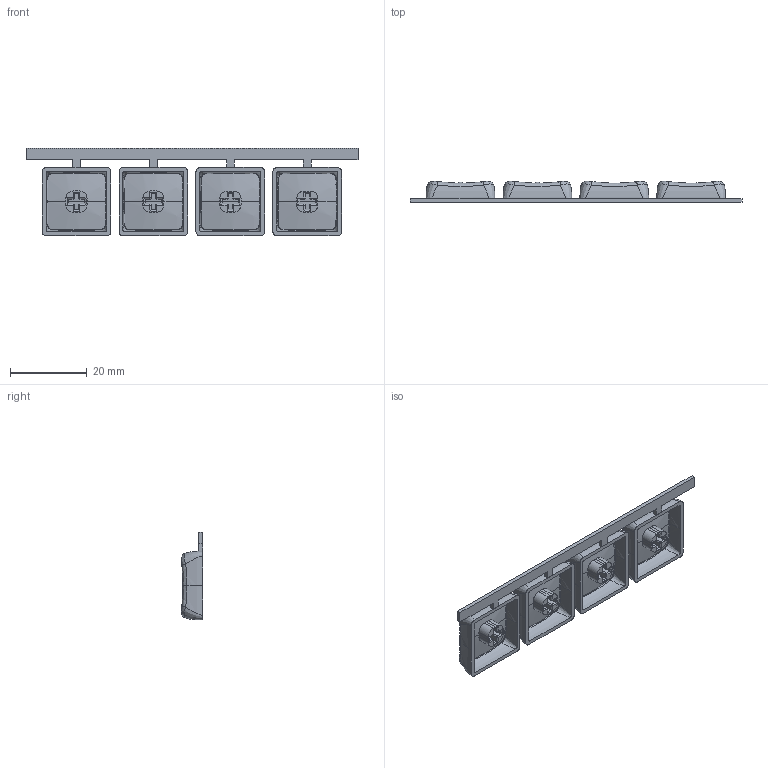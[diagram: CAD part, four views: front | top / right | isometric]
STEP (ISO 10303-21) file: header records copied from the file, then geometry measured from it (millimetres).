
FILE_DESCRIPTION(/* description */ (''),/* implementation_level */ '2;1');
FILE_NAME(/* name */ 'MX-homing-bumps-sprue.step',/* time_stamp */ '2022-12-02T15:43:51+02:00',/* author */ (''),/* organization */ (''),/* preprocessor_version */ 'ST-DEVELOPER v19.2',/* originating_system */ 'Autodesk Translation Framework v11.17.0.187',/* authorisation */ '');
FILE_SCHEMA (('AUTOMOTIVE_DESIGN { 1 0 10303 214 3 1 1 }'));
Length unit declared in the file: millimetre
Products named in the file (1): MX-homing-bumps-sprue
Bounding box: 86.36 x 5.48 x 22.87 mm (x, y, z)
Volume: 2886.4 mm3; surface area: 5859.5 mm2
Topology: 7 solids, 7 shells, 418 faces, 984 edges, 590 vertices
Faces by surface type: bspline 144, cylinder 140, plane 114, sphere 20
Entity records: 18803 total; most frequent: CARTESIAN_POINT 10189, ORIENTED_EDGE 1968, DIRECTION 1458, EDGE_CURVE 984, VERTEX_POINT 590, AXIS2_PLACEMENT_3D 547, EDGE_LOOP 428, FACE_OUTER_BOUND 418
